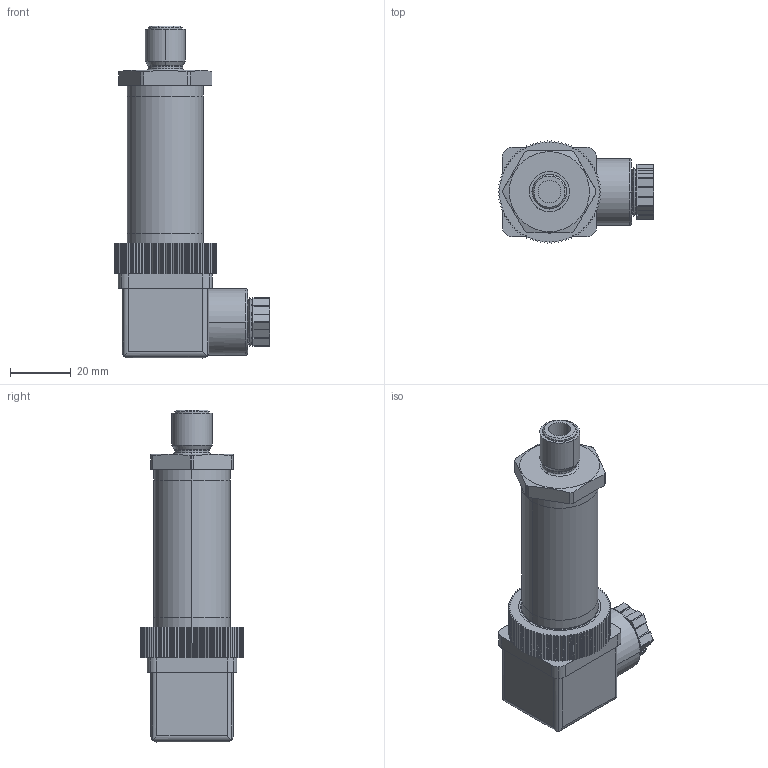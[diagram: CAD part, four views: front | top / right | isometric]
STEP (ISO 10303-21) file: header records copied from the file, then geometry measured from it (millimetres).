
FILE_DESCRIPTION(('STEP AP214'),'1');
FILE_NAME('TP14-TP12-TP3 with DIN43650 - G1_4.stp','2017-11-10T07:52:12',(' '),(' '),'Spatial InterOp 3D',' ',' ');
FILE_SCHEMA(('automotive_design'));
Length unit declared in the file: millimetre
Products named in the file (7): TP14-TP12-TP3 with DIN43650 - G1_4; 1_4G head; Body; Nut for body with thread; Nut DIN 43650; DIN 43650; elettrovalvola_scg256a018vms_0_03
Assembly tree (6 placements, depth 3):
  TP14-TP12-TP3 with DIN43650 - G1_4
    1_4G head
    Body
    Nut for body with thread
    Nut DIN 43650
    DIN 43650
      elettrovalvola_scg256a018vms_0_03
Bounding box: 51.05 x 33.58 x 109 mm (x, y, z)
Volume: 39567.8 mm3; surface area: 21309.6 mm2
Topology: 5 solids, 10 shells, 479 faces, 1342 edges, 893 vertices
Faces by surface type: plane 275, cylinder 184, cone 12, torus 8
Entity records: 19503 total; most frequent: CARTESIAN_POINT 2747, DIRECTION 2701, ORIENTED_EDGE 2664, EDGE_CURVE 1342, LINE 939, VECTOR 939, VERTEX_POINT 893, AXIS2_PLACEMENT_3D 881
